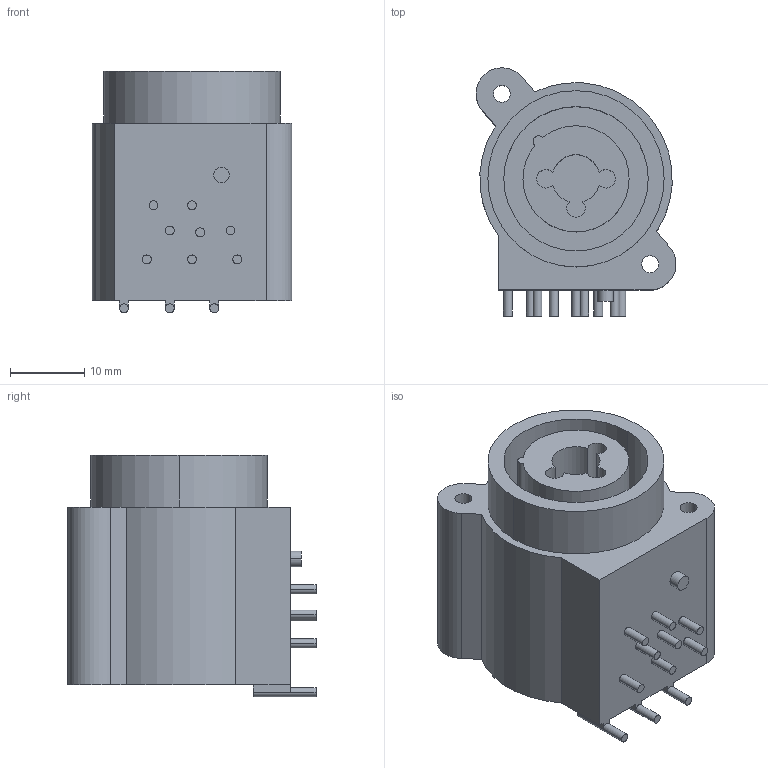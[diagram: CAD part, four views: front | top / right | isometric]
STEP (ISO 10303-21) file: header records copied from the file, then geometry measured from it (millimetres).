
FILE_DESCRIPTION((''),'2;1');
FILE_NAME('D-NCJ10FI-H-0','2016-06-08T',('odo'),(''),'CREO PARAMETRIC BY PTC INC, 2015380','CREO PARAMETRIC BY PTC INC, 2015380','');
FILE_SCHEMA(('CONFIG_CONTROL_DESIGN'));
Length unit declared in the file: millimetre
Products named in the file (1): D-NCJ10FI-H-0
Bounding box: 26.99 x 33.5 x 32.6 mm (x, y, z)
Volume: 16344.7 mm3; surface area: 6775.7 mm2
Topology: 1 solids, 1 shells, 76 faces, 177 edges, 116 vertices
Faces by surface type: cylinder 44, plane 32
Entity records: 2247 total; most frequent: DIRECTION 417, CARTESIAN_POINT 369, ORIENTED_EDGE 354, EDGE_CURVE 177, AXIS2_PLACEMENT_3D 164, VERTEX_POINT 116, EDGE_LOOP 93, VECTOR 89
